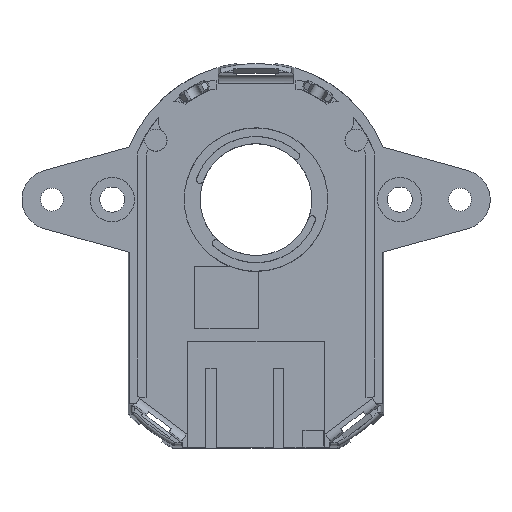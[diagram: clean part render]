
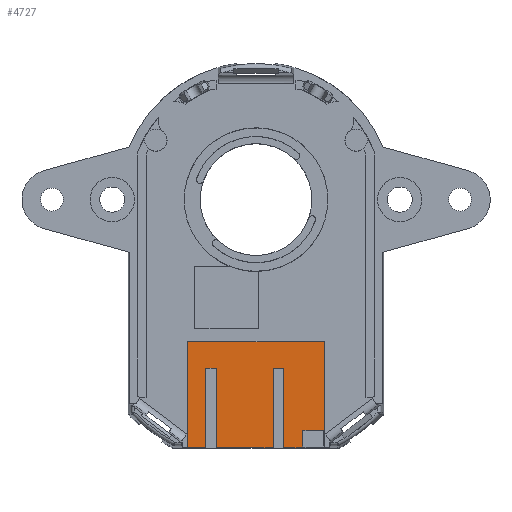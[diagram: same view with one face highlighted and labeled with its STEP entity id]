
A CAD part, top view. The second image highlights one B-rep face of the part: STEP entity #4727.
In plain terms, the highlighted planar face has unit normal (0, 0, 1).
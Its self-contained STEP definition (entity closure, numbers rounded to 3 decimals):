
#540=LINE('',#7372,#885);
#541=LINE('',#7374,#886);
#542=LINE('',#7375,#887);
#543=LINE('',#7376,#888);
#544=LINE('',#7378,#889);
#545=LINE('',#7380,#890);
#546=LINE('',#7382,#891);
#547=LINE('',#7384,#892);
#548=LINE('',#7386,#893);
#549=LINE('',#7388,#894);
#550=LINE('',#7390,#895);
#551=LINE('',#7392,#896);
#552=LINE('',#7394,#897);
#553=LINE('',#7395,#898);
#885=VECTOR('',#5935,2.);
#886=VECTOR('',#5936,2.52);
#887=VECTOR('',#5937,9.748);
#888=VECTOR('',#5938,15.378);
#889=VECTOR('',#5939,11.748);
#890=VECTOR('',#5940,2.05);
#891=VECTOR('',#5941,8.982);
#892=VECTOR('',#5942,1.2);
#893=VECTOR('',#5943,8.982);
#894=VECTOR('',#5944,6.4);
#895=VECTOR('',#5945,8.982);
#896=VECTOR('',#5946,1.2);
#897=VECTOR('',#5947,8.982);
#898=VECTOR('',#5948,2.07);
#1108=PLANE('',#5129);
#1306=FACE_OUTER_BOUND('',#1585,.T.);
#1585=EDGE_LOOP('',(#3590,#3591,#3592,#3593,#3594,#3595,#3596,#3597,#3598,
#3599,#3600,#3601,#3602,#3603,#3604,#3605));
#1893=CIRCLE('',#5074,2.8);
#1894=CIRCLE('',#5076,2.8);
#2184=VERTEX_POINT('',#7153);
#2185=VERTEX_POINT('',#7155);
#2186=VERTEX_POINT('',#7159);
#2187=VERTEX_POINT('',#7161);
#2244=VERTEX_POINT('',#7370);
#2245=VERTEX_POINT('',#7371);
#2246=VERTEX_POINT('',#7373);
#2247=VERTEX_POINT('',#7377);
#2248=VERTEX_POINT('',#7379);
#2249=VERTEX_POINT('',#7381);
#2250=VERTEX_POINT('',#7383);
#2251=VERTEX_POINT('',#7385);
#2252=VERTEX_POINT('',#7387);
#2253=VERTEX_POINT('',#7389);
#2254=VERTEX_POINT('',#7391);
#2255=VERTEX_POINT('',#7393);
#2680=EDGE_CURVE('',#2184,#2185,#1893,.T.);
#2684=EDGE_CURVE('',#2187,#2186,#1894,.T.);
#2770=EDGE_CURVE('',#2244,#2245,#540,.T.);
#2771=EDGE_CURVE('',#2246,#2244,#541,.T.);
#2772=EDGE_CURVE('',#2246,#2185,#542,.T.);
#2773=EDGE_CURVE('',#2184,#2186,#543,.T.);
#2774=EDGE_CURVE('',#2187,#2247,#544,.T.);
#2775=EDGE_CURVE('',#2247,#2248,#545,.T.);
#2776=EDGE_CURVE('',#2249,#2248,#546,.T.);
#2777=EDGE_CURVE('',#2250,#2249,#547,.T.);
#2778=EDGE_CURVE('',#2251,#2250,#548,.T.);
#2779=EDGE_CURVE('',#2251,#2252,#549,.T.);
#2780=EDGE_CURVE('',#2253,#2252,#550,.T.);
#2781=EDGE_CURVE('',#2254,#2253,#551,.T.);
#2782=EDGE_CURVE('',#2255,#2254,#552,.T.);
#2783=EDGE_CURVE('',#2255,#2245,#553,.T.);
#3590=ORIENTED_EDGE('',*,*,#2770,.F.);
#3591=ORIENTED_EDGE('',*,*,#2771,.F.);
#3592=ORIENTED_EDGE('',*,*,#2772,.T.);
#3593=ORIENTED_EDGE('',*,*,#2680,.F.);
#3594=ORIENTED_EDGE('',*,*,#2773,.T.);
#3595=ORIENTED_EDGE('',*,*,#2684,.F.);
#3596=ORIENTED_EDGE('',*,*,#2774,.T.);
#3597=ORIENTED_EDGE('',*,*,#2775,.T.);
#3598=ORIENTED_EDGE('',*,*,#2776,.F.);
#3599=ORIENTED_EDGE('',*,*,#2777,.F.);
#3600=ORIENTED_EDGE('',*,*,#2778,.F.);
#3601=ORIENTED_EDGE('',*,*,#2779,.T.);
#3602=ORIENTED_EDGE('',*,*,#2780,.F.);
#3603=ORIENTED_EDGE('',*,*,#2781,.F.);
#3604=ORIENTED_EDGE('',*,*,#2782,.F.);
#3605=ORIENTED_EDGE('',*,*,#2783,.T.);
#4727=ADVANCED_FACE('',(#1306),#1108,.T.);
#5074=AXIS2_PLACEMENT_3D('',#7156,#5777,#5778);
#5076=AXIS2_PLACEMENT_3D('',#7163,#5784,#5785);
#5129=AXIS2_PLACEMENT_3D('',#7369,#5933,#5934);
#5777=DIRECTION('center_axis',(0.,0.,1.));
#5778=DIRECTION('ref_axis',(1.,0.,0.));
#5784=DIRECTION('center_axis',(0.,0.,1.));
#5785=DIRECTION('ref_axis',(1.,0.,0.));
#5933=DIRECTION('center_axis',(0.,0.,1.));
#5934=DIRECTION('ref_axis',(0.,-1.,0.));
#5935=DIRECTION('',(0.,-1.,0.));
#5936=DIRECTION('',(-1.,0.,0.));
#5937=DIRECTION('',(0.,1.,0.));
#5938=DIRECTION('',(-1.,0.,0.));
#5939=DIRECTION('',(0.,-1.,0.));
#5940=DIRECTION('',(1.,0.,0.));
#5941=DIRECTION('',(0.,-1.,0.));
#5942=DIRECTION('',(-1.,0.,0.));
#5943=DIRECTION('',(0.,1.,0.));
#5944=DIRECTION('',(1.,0.,0.));
#5945=DIRECTION('',(0.,-1.,0.));
#5946=DIRECTION('',(-1.,0.,0.));
#5947=DIRECTION('',(0.,1.,0.));
#5948=DIRECTION('',(1.,0.,0.));
#7153=CARTESIAN_POINT('',(7.689,-16.,-1.91));
#7155=CARTESIAN_POINT('',(7.72,-16.234,-1.91));
#7156=CARTESIAN_POINT('Origin',(10.478,-15.748,-1.91));
#7159=CARTESIAN_POINT('',(-7.689,-16.,-1.91));
#7161=CARTESIAN_POINT('',(-7.72,-16.234,-1.91));
#7163=CARTESIAN_POINT('Origin',(-10.478,-15.748,-1.91));
#7369=CARTESIAN_POINT('Origin',(0.,-10.42,-1.91));
#7370=CARTESIAN_POINT('',(5.2,-25.982,-1.91));
#7371=CARTESIAN_POINT('',(5.2,-27.982,-1.91));
#7372=CARTESIAN_POINT('',(5.2,-27.982,-1.91));
#7373=CARTESIAN_POINT('',(7.72,-25.982,-1.91));
#7374=CARTESIAN_POINT('',(7.72,-25.982,-1.91));
#7375=CARTESIAN_POINT('',(7.72,-33.931,-1.91));
#7376=CARTESIAN_POINT('',(7.72,-16.,-1.91));
#7377=CARTESIAN_POINT('',(-7.72,-27.982,-1.91));
#7378=CARTESIAN_POINT('',(-7.72,-33.931,-1.91));
#7379=CARTESIAN_POINT('',(-5.67,-27.982,-1.91));
#7380=CARTESIAN_POINT('',(0.,-27.982,-1.91));
#7381=CARTESIAN_POINT('',(-5.67,-19.,-1.91));
#7382=CARTESIAN_POINT('',(-5.67,-19.,-1.91));
#7383=CARTESIAN_POINT('',(-4.47,-19.,-1.91));
#7384=CARTESIAN_POINT('',(-5.67,-19.,-1.91));
#7385=CARTESIAN_POINT('',(-4.47,-27.982,-1.91));
#7386=CARTESIAN_POINT('',(-4.47,-10.42,-1.91));
#7387=CARTESIAN_POINT('',(1.93,-27.982,-1.91));
#7388=CARTESIAN_POINT('',(0.,-27.982,-1.91));
#7389=CARTESIAN_POINT('',(1.93,-19.,-1.91));
#7390=CARTESIAN_POINT('',(1.93,-19.,-1.91));
#7391=CARTESIAN_POINT('',(3.13,-19.,-1.91));
#7392=CARTESIAN_POINT('',(3.13,-19.,-1.91));
#7393=CARTESIAN_POINT('',(3.13,-27.982,-1.91));
#7394=CARTESIAN_POINT('',(3.13,-10.42,-1.91));
#7395=CARTESIAN_POINT('',(0.,-27.982,-1.91));
